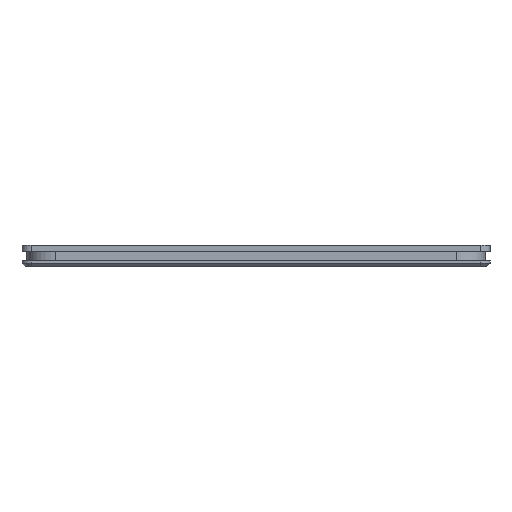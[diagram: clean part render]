
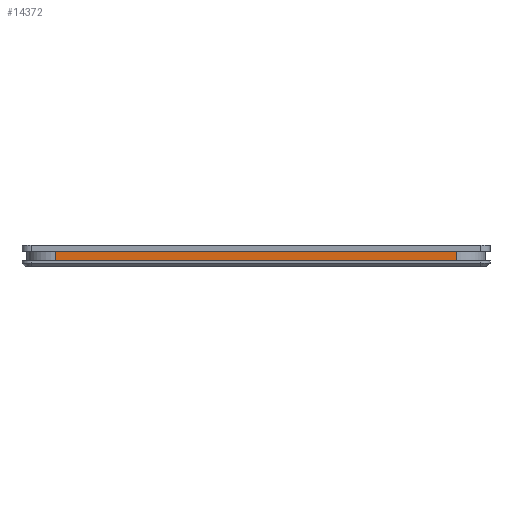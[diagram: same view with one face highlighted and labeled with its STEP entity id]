
A CAD part, left-side view. The second image highlights one B-rep face of the part: STEP entity #14372.
In plain terms, the highlighted planar face has unit normal (-1, 0, 0).
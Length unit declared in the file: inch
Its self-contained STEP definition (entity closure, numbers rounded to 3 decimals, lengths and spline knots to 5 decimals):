
#1109=DIRECTION('',(0.,-1.,0.));
#1110=VECTOR('',#1109,3.462);
#1111=CARTESIAN_POINT('',(-1.981,1.731,-0.054));
#1112=LINE('',#1111,#1110);
#4038=DIRECTION('',(0.,0.,-1.));
#4039=VECTOR('',#4038,0.08);
#4040=CARTESIAN_POINT('',(-1.981,-1.731,-0.054));
#4041=LINE('',#4040,#4039);
#4045=DIRECTION('',(0.,-1.,0.));
#4046=VECTOR('',#4045,3.462);
#4047=CARTESIAN_POINT('',(-1.981,1.731,-0.134));
#4048=LINE('',#4047,#4046);
#4052=DIRECTION('',(0.,0.,1.));
#4053=VECTOR('',#4052,0.08);
#4054=CARTESIAN_POINT('',(-1.981,1.731,-0.134));
#4055=LINE('',#4054,#4053);
#12041=CARTESIAN_POINT('',(-1.981,-1.731,-0.054));
#12042=CARTESIAN_POINT('',(-1.981,-1.731,-0.134));
#12043=VERTEX_POINT('',#12041);
#12044=VERTEX_POINT('',#12042);
#12049=CARTESIAN_POINT('',(-1.981,1.731,-0.134));
#12050=CARTESIAN_POINT('',(-1.981,1.731,-0.054));
#12051=VERTEX_POINT('',#12049);
#12052=VERTEX_POINT('',#12050);
#14360=CARTESIAN_POINT('',(-1.981,2.0225,-0.134));
#14361=DIRECTION('',(1.,0.,0.));
#14362=DIRECTION('',(0.,0.,1.));
#14363=AXIS2_PLACEMENT_3D('',#14360,#14361,#14362);
#14364=PLANE('',#14363);
#14366=ORIENTED_EDGE('',*,*,#14365,.T.);
#14367=ORIENTED_EDGE('',*,*,#14318,.F.);
#14368=ORIENTED_EDGE('',*,*,#14352,.T.);
#14369=ORIENTED_EDGE('',*,*,#13400,.T.);
#14370=EDGE_LOOP('',(#14366,#14367,#14368,#14369));
#14371=FACE_OUTER_BOUND('',#14370,.F.);
#13400=EDGE_CURVE('',#12052,#12043,#1112,.T.);
#14318=EDGE_CURVE('',#12051,#12044,#4048,.T.);
#14352=EDGE_CURVE('',#12051,#12052,#4055,.T.);
#14365=EDGE_CURVE('',#12043,#12044,#4041,.T.);
#14372=ADVANCED_FACE('',(#14371),#14364,.F.);
